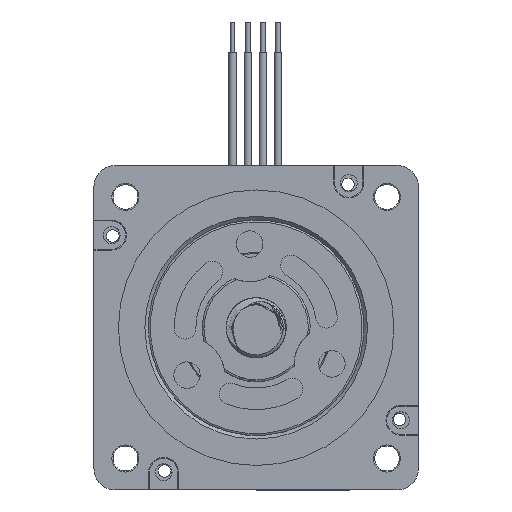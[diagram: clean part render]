
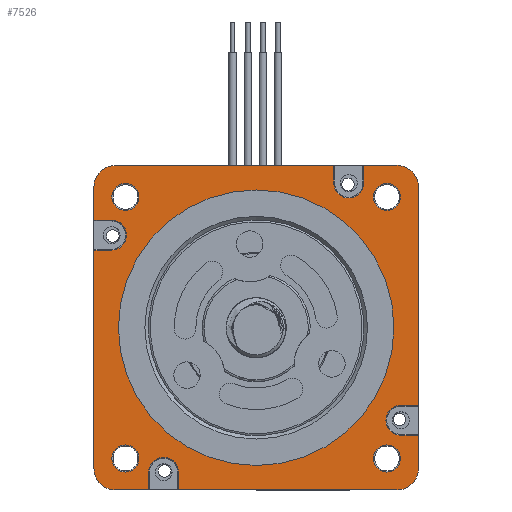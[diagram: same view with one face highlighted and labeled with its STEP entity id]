
A CAD part, front view. The second image highlights one B-rep face of the part: STEP entity #7526.
In plain terms, the highlighted face is planar.
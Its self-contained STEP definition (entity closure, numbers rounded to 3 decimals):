
#637=LINE('',#12502,#1167);
#638=LINE('',#12504,#1168);
#639=LINE('',#12508,#1169);
#640=LINE('',#12510,#1170);
#641=LINE('',#12514,#1171);
#642=LINE('',#12516,#1172);
#643=LINE('',#12520,#1173);
#644=LINE('',#12522,#1174);
#645=LINE('',#12526,#1175);
#646=LINE('',#12528,#1176);
#647=LINE('',#12532,#1177);
#648=LINE('',#12534,#1178);
#649=LINE('',#12538,#1179);
#650=LINE('',#12540,#1180);
#651=LINE('',#12544,#1181);
#652=LINE('',#12546,#1182);
#1167=VECTOR('',#10069,8.816);
#1168=VECTOR('',#10070,4.681);
#1169=VECTOR('',#10073,4.681);
#1170=VECTOR('',#10074,57.884);
#1171=VECTOR('',#10077,8.816);
#1172=VECTOR('',#10078,4.681);
#1173=VECTOR('',#10081,4.681);
#1174=VECTOR('',#10082,57.884);
#1175=VECTOR('',#10085,8.816);
#1176=VECTOR('',#10086,4.681);
#1177=VECTOR('',#10089,4.681);
#1178=VECTOR('',#10090,57.884);
#1179=VECTOR('',#10093,8.816);
#1180=VECTOR('',#10094,4.681);
#1181=VECTOR('',#10097,4.681);
#1182=VECTOR('',#10098,57.884);
#1465=FACE_BOUND('',#2280,.T.);
#1466=FACE_BOUND('',#2281,.T.);
#1467=FACE_BOUND('',#2282,.T.);
#1468=FACE_BOUND('',#2283,.T.);
#1469=FACE_BOUND('',#2284,.T.);
#1770=FACE_OUTER_BOUND('',#2279,.T.);
#2279=EDGE_LOOP('',(#6065,#6066,#6067,#6068,#6069,#6070,#6071,#6072,#6073,
#6074,#6075,#6076,#6077,#6078,#6079,#6080,#6081,#6082,#6083,#6084,#6085,
#6086,#6087,#6088));
#2280=EDGE_LOOP('',(#6089));
#2281=EDGE_LOOP('',(#6090));
#2282=EDGE_LOOP('',(#6091));
#2283=EDGE_LOOP('',(#6092));
#2284=EDGE_LOOP('',(#6093));
#2905=CIRCLE('',#8278,3.95);
#2906=CIRCLE('',#8279,5.7);
#2907=CIRCLE('',#8280,3.95);
#2908=CIRCLE('',#8281,5.7);
#2909=CIRCLE('',#8282,3.95);
#2910=CIRCLE('',#8283,5.7);
#2911=CIRCLE('',#8284,3.95);
#2912=CIRCLE('',#8285,5.7);
#2913=CIRCLE('',#8286,36.5);
#2914=CIRCLE('',#8287,3.585);
#2915=CIRCLE('',#8288,3.585);
#2916=CIRCLE('',#8289,3.585);
#2917=CIRCLE('',#8290,3.585);
#3555=VERTEX_POINT('',#12500);
#3556=VERTEX_POINT('',#12501);
#3557=VERTEX_POINT('',#12503);
#3558=VERTEX_POINT('',#12505);
#3559=VERTEX_POINT('',#12507);
#3560=VERTEX_POINT('',#12509);
#3561=VERTEX_POINT('',#12511);
#3562=VERTEX_POINT('',#12513);
#3563=VERTEX_POINT('',#12515);
#3564=VERTEX_POINT('',#12517);
#3565=VERTEX_POINT('',#12519);
#3566=VERTEX_POINT('',#12521);
#3567=VERTEX_POINT('',#12523);
#3568=VERTEX_POINT('',#12525);
#3569=VERTEX_POINT('',#12527);
#3570=VERTEX_POINT('',#12529);
#3571=VERTEX_POINT('',#12531);
#3572=VERTEX_POINT('',#12533);
#3573=VERTEX_POINT('',#12535);
#3574=VERTEX_POINT('',#12537);
#3575=VERTEX_POINT('',#12539);
#3576=VERTEX_POINT('',#12541);
#3577=VERTEX_POINT('',#12543);
#3578=VERTEX_POINT('',#12545);
#3579=VERTEX_POINT('',#12548);
#3580=VERTEX_POINT('',#12550);
#3581=VERTEX_POINT('',#12552);
#3582=VERTEX_POINT('',#12554);
#3583=VERTEX_POINT('',#12556);
#4463=EDGE_CURVE('',#3555,#3556,#637,.T.);
#4464=EDGE_CURVE('',#3556,#3557,#638,.T.);
#4465=EDGE_CURVE('',#3557,#3558,#2905,.T.);
#4466=EDGE_CURVE('',#3558,#3559,#639,.T.);
#4467=EDGE_CURVE('',#3559,#3560,#640,.T.);
#4468=EDGE_CURVE('',#3560,#3561,#2906,.T.);
#4469=EDGE_CURVE('',#3561,#3562,#641,.T.);
#4470=EDGE_CURVE('',#3562,#3563,#642,.T.);
#4471=EDGE_CURVE('',#3563,#3564,#2907,.T.);
#4472=EDGE_CURVE('',#3564,#3565,#643,.T.);
#4473=EDGE_CURVE('',#3565,#3566,#644,.T.);
#4474=EDGE_CURVE('',#3566,#3567,#2908,.T.);
#4475=EDGE_CURVE('',#3567,#3568,#645,.T.);
#4476=EDGE_CURVE('',#3568,#3569,#646,.T.);
#4477=EDGE_CURVE('',#3569,#3570,#2909,.T.);
#4478=EDGE_CURVE('',#3570,#3571,#647,.T.);
#4479=EDGE_CURVE('',#3571,#3572,#648,.T.);
#4480=EDGE_CURVE('',#3572,#3573,#2910,.T.);
#4481=EDGE_CURVE('',#3573,#3574,#649,.T.);
#4482=EDGE_CURVE('',#3574,#3575,#650,.T.);
#4483=EDGE_CURVE('',#3575,#3576,#2911,.T.);
#4484=EDGE_CURVE('',#3576,#3577,#651,.T.);
#4485=EDGE_CURVE('',#3577,#3578,#652,.T.);
#4486=EDGE_CURVE('',#3578,#3555,#2912,.T.);
#4487=EDGE_CURVE('',#3579,#3579,#2913,.F.);
#4488=EDGE_CURVE('',#3580,#3580,#2914,.T.);
#4489=EDGE_CURVE('',#3581,#3581,#2915,.T.);
#4490=EDGE_CURVE('',#3582,#3582,#2916,.T.);
#4491=EDGE_CURVE('',#3583,#3583,#2917,.T.);
#6065=ORIENTED_EDGE('',*,*,#4463,.T.);
#6066=ORIENTED_EDGE('',*,*,#4464,.T.);
#6067=ORIENTED_EDGE('',*,*,#4465,.T.);
#6068=ORIENTED_EDGE('',*,*,#4466,.T.);
#6069=ORIENTED_EDGE('',*,*,#4467,.T.);
#6070=ORIENTED_EDGE('',*,*,#4468,.T.);
#6071=ORIENTED_EDGE('',*,*,#4469,.T.);
#6072=ORIENTED_EDGE('',*,*,#4470,.T.);
#6073=ORIENTED_EDGE('',*,*,#4471,.T.);
#6074=ORIENTED_EDGE('',*,*,#4472,.T.);
#6075=ORIENTED_EDGE('',*,*,#4473,.T.);
#6076=ORIENTED_EDGE('',*,*,#4474,.T.);
#6077=ORIENTED_EDGE('',*,*,#4475,.T.);
#6078=ORIENTED_EDGE('',*,*,#4476,.T.);
#6079=ORIENTED_EDGE('',*,*,#4477,.T.);
#6080=ORIENTED_EDGE('',*,*,#4478,.T.);
#6081=ORIENTED_EDGE('',*,*,#4479,.T.);
#6082=ORIENTED_EDGE('',*,*,#4480,.T.);
#6083=ORIENTED_EDGE('',*,*,#4481,.T.);
#6084=ORIENTED_EDGE('',*,*,#4482,.T.);
#6085=ORIENTED_EDGE('',*,*,#4483,.T.);
#6086=ORIENTED_EDGE('',*,*,#4484,.T.);
#6087=ORIENTED_EDGE('',*,*,#4485,.T.);
#6088=ORIENTED_EDGE('',*,*,#4486,.T.);
#6089=ORIENTED_EDGE('',*,*,#4487,.F.);
#6090=ORIENTED_EDGE('',*,*,#4488,.T.);
#6091=ORIENTED_EDGE('',*,*,#4489,.T.);
#6092=ORIENTED_EDGE('',*,*,#4490,.T.);
#6093=ORIENTED_EDGE('',*,*,#4491,.T.);
#7227=PLANE('',#8277);
#7526=ADVANCED_FACE('',(#1770,#1465,#1466,#1467,#1468,#1469),#7227,.F.);
#8277=AXIS2_PLACEMENT_3D('',#12499,#10067,#10068);
#8278=AXIS2_PLACEMENT_3D('',#12506,#10071,#10072);
#8279=AXIS2_PLACEMENT_3D('',#12512,#10075,#10076);
#8280=AXIS2_PLACEMENT_3D('',#12518,#10079,#10080);
#8281=AXIS2_PLACEMENT_3D('',#12524,#10083,#10084);
#8282=AXIS2_PLACEMENT_3D('',#12530,#10087,#10088);
#8283=AXIS2_PLACEMENT_3D('',#12536,#10091,#10092);
#8284=AXIS2_PLACEMENT_3D('',#12542,#10095,#10096);
#8285=AXIS2_PLACEMENT_3D('',#12547,#10099,#10100);
#8286=AXIS2_PLACEMENT_3D('',#12549,#10101,#10102);
#8287=AXIS2_PLACEMENT_3D('',#12551,#10103,#10104);
#8288=AXIS2_PLACEMENT_3D('',#12553,#10105,#10106);
#8289=AXIS2_PLACEMENT_3D('',#12555,#10107,#10108);
#8290=AXIS2_PLACEMENT_3D('',#12557,#10109,#10110);
#10067=DIRECTION('center_axis',(0.,-1.,0.));
#10068=DIRECTION('ref_axis',(0.,0.,-1.));
#10069=DIRECTION('',(1.,0.,0.));
#10070=DIRECTION('',(0.,0.,-1.));
#10071=DIRECTION('center_axis',(0.,-1.,0.));
#10072=DIRECTION('ref_axis',(0.,0.,-1.));
#10073=DIRECTION('',(0.,0.,1.));
#10074=DIRECTION('',(1.,0.,0.));
#10075=DIRECTION('center_axis',(0.,1.,0.));
#10076=DIRECTION('ref_axis',(0.,0.,-1.));
#10077=DIRECTION('',(0.,0.,-1.));
#10078=DIRECTION('',(-1.,0.,0.));
#10079=DIRECTION('center_axis',(0.,-1.,0.));
#10080=DIRECTION('ref_axis',(0.,0.,-1.));
#10081=DIRECTION('',(1.,0.,0.));
#10082=DIRECTION('',(0.,0.,-1.));
#10083=DIRECTION('center_axis',(0.,1.,0.));
#10084=DIRECTION('ref_axis',(0.,0.,1.));
#10085=DIRECTION('',(-1.,0.,0.));
#10086=DIRECTION('',(0.,0.,1.));
#10087=DIRECTION('center_axis',(0.,-1.,0.));
#10088=DIRECTION('ref_axis',(0.,0.,-1.));
#10089=DIRECTION('',(0.,0.,-1.));
#10090=DIRECTION('',(-1.,0.,0.));
#10091=DIRECTION('center_axis',(0.,1.,0.));
#10092=DIRECTION('ref_axis',(0.,0.,-1.));
#10093=DIRECTION('',(0.,0.,1.));
#10094=DIRECTION('',(1.,0.,0.));
#10095=DIRECTION('center_axis',(0.,-1.,0.));
#10096=DIRECTION('ref_axis',(0.,0.,-1.));
#10097=DIRECTION('',(-1.,0.,0.));
#10098=DIRECTION('',(0.,0.,1.));
#10099=DIRECTION('center_axis',(0.,1.,0.));
#10100=DIRECTION('ref_axis',(0.,0.,-1.));
#10101=DIRECTION('center_axis',(0.,-1.,0.));
#10102=DIRECTION('ref_axis',(0.,0.,-1.));
#10103=DIRECTION('center_axis',(0.,-1.,0.));
#10104=DIRECTION('ref_axis',(0.,0.,-1.));
#10105=DIRECTION('center_axis',(0.,-1.,0.));
#10106=DIRECTION('ref_axis',(0.,0.,-1.));
#10107=DIRECTION('center_axis',(0.,-1.,0.));
#10108=DIRECTION('ref_axis',(0.,0.,-1.));
#10109=DIRECTION('center_axis',(0.,-1.,0.));
#10110=DIRECTION('ref_axis',(0.,0.,-1.));
#12499=CARTESIAN_POINT('Origin',(-37.3,10.,-37.3));
#12500=CARTESIAN_POINT('',(-37.3,10.,43.));
#12501=CARTESIAN_POINT('',(-28.484,10.,43.));
#12502=CARTESIAN_POINT('',(-37.3,10.,43.));
#12503=CARTESIAN_POINT('',(-28.484,10.,38.319));
#12504=CARTESIAN_POINT('',(-28.484,10.,43.));
#12505=CARTESIAN_POINT('',(-20.584,10.,38.319));
#12506=CARTESIAN_POINT('Origin',(-24.534,10.,38.319));
#12507=CARTESIAN_POINT('',(-20.584,10.,43.));
#12508=CARTESIAN_POINT('',(-20.584,10.,38.319));
#12509=CARTESIAN_POINT('',(37.3,10.,43.));
#12510=CARTESIAN_POINT('',(-20.584,10.,43.));
#12511=CARTESIAN_POINT('',(43.,10.,37.3));
#12512=CARTESIAN_POINT('Origin',(37.3,10.,37.3));
#12513=CARTESIAN_POINT('',(43.,10.,28.484));
#12514=CARTESIAN_POINT('',(43.,10.,37.3));
#12515=CARTESIAN_POINT('',(38.319,10.,28.484));
#12516=CARTESIAN_POINT('',(43.,10.,28.484));
#12517=CARTESIAN_POINT('',(38.319,10.,20.584));
#12518=CARTESIAN_POINT('Origin',(38.319,10.,24.534));
#12519=CARTESIAN_POINT('',(43.,10.,20.584));
#12520=CARTESIAN_POINT('',(38.319,10.,20.584));
#12521=CARTESIAN_POINT('',(43.,10.,-37.3));
#12522=CARTESIAN_POINT('',(43.,10.,20.584));
#12523=CARTESIAN_POINT('',(37.3,10.,-43.));
#12524=CARTESIAN_POINT('Origin',(37.3,10.,-37.3));
#12525=CARTESIAN_POINT('',(28.484,10.,-43.));
#12526=CARTESIAN_POINT('',(37.3,10.,-43.));
#12527=CARTESIAN_POINT('',(28.484,10.,-38.319));
#12528=CARTESIAN_POINT('',(28.484,10.,-43.));
#12529=CARTESIAN_POINT('',(20.584,10.,-38.319));
#12530=CARTESIAN_POINT('Origin',(24.534,10.,-38.319));
#12531=CARTESIAN_POINT('',(20.584,10.,-43.));
#12532=CARTESIAN_POINT('',(20.584,10.,-38.319));
#12533=CARTESIAN_POINT('',(-37.3,10.,-43.));
#12534=CARTESIAN_POINT('',(20.584,10.,-43.));
#12535=CARTESIAN_POINT('',(-43.,10.,-37.3));
#12536=CARTESIAN_POINT('Origin',(-37.3,10.,-37.3));
#12537=CARTESIAN_POINT('',(-43.,10.,-28.484));
#12538=CARTESIAN_POINT('',(-43.,10.,-37.3));
#12539=CARTESIAN_POINT('',(-38.319,10.,-28.484));
#12540=CARTESIAN_POINT('',(-43.,10.,-28.484));
#12541=CARTESIAN_POINT('',(-38.319,10.,-20.584));
#12542=CARTESIAN_POINT('Origin',(-38.319,10.,-24.534));
#12543=CARTESIAN_POINT('',(-43.,10.,-20.584));
#12544=CARTESIAN_POINT('',(-38.319,10.,-20.584));
#12545=CARTESIAN_POINT('',(-43.,10.,37.3));
#12546=CARTESIAN_POINT('',(-43.,10.,-20.584));
#12547=CARTESIAN_POINT('Origin',(-37.3,10.,37.3));
#12548=CARTESIAN_POINT('',(0.,10.,-36.5));
#12549=CARTESIAN_POINT('Origin',(0.,10.,0.));
#12550=CARTESIAN_POINT('',(-34.65,10.,31.065));
#12551=CARTESIAN_POINT('Origin',(-34.65,10.,34.65));
#12552=CARTESIAN_POINT('',(34.65,10.,31.065));
#12553=CARTESIAN_POINT('Origin',(34.65,10.,34.65));
#12554=CARTESIAN_POINT('',(34.65,10.,-38.235));
#12555=CARTESIAN_POINT('Origin',(34.65,10.,-34.65));
#12556=CARTESIAN_POINT('',(-34.65,10.,-38.235));
#12557=CARTESIAN_POINT('Origin',(-34.65,10.,-34.65));
